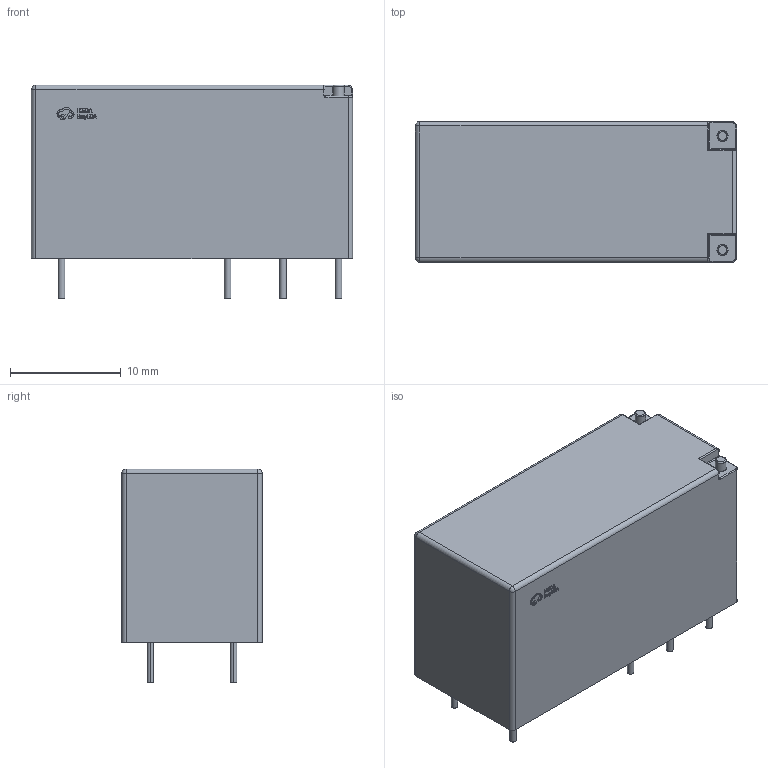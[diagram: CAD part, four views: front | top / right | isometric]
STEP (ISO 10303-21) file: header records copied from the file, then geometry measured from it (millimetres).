
FILE_DESCRIPTION (( 'STEP AP214' ), '1' );
FILE_NAME ('RELAY-TH_8P-L29.0-W12.7_2961192.STEP', '2023-12-08T10:01:21', ( '' ), ( '' ), 'SwSTEP 2.0', 'SolidWorks 2020', '' );
FILE_SCHEMA (( 'AUTOMOTIVE_DESIGN' ));
Length unit declared in the file: millimetre
Products named in the file (1): RELAY-TH_8P-L29.0-W12.7_2961192
Bounding box: 29 x 12.71 x 19.3 mm (x, y, z)
Volume: 5636.7 mm3; surface area: 2120.2 mm2
Topology: 1 solids, 1 shells, 315 faces, 817 edges, 532 vertices
Faces by surface type: plane 153, bspline 98, cylinder 48, torus 14, sphere 2
Entity records: 13574 total; most frequent: CARTESIAN_POINT 2981, ORIENTED_EDGE 1630, DIRECTION 1153, EDGE_CURVE 815, VERTEX_POINT 532, LINE 505, VECTOR 505, EDGE_LOOP 345
